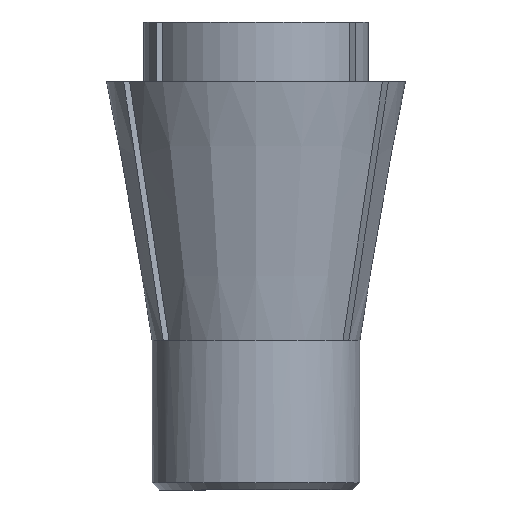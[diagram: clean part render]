
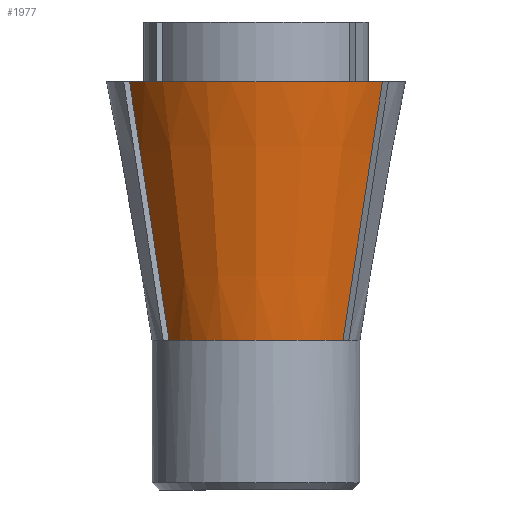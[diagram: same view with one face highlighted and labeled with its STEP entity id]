
A CAD part, left-side view. The second image highlights one B-rep face of the part: STEP entity #1977.
In plain terms, the highlighted conical face has half-angle 10 degrees and reference radius 6.95 mm.
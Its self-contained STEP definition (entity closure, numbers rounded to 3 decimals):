
#655 = VERTEX_POINT('',#656);
#656 = CARTESIAN_POINT('',(-3.816,5.809,10.));
#712 = EDGE_CURVE('',#713,#655,#715,.T.);
#713 = VERTEX_POINT('',#714);
#714 = CARTESIAN_POINT('',(-5.343,8.454,27.3));
#715 = HYPERBOLA('',#716,2.269,0.4);
#716 = AXIS2_PLACEMENT_3D('',#717,#718,#719);
#717 = CARTESIAN_POINT('',(-0.346,-0.2,-29.415));
#718 = DIRECTION('',(0.866,0.5,0.));
#719 = DIRECTION('',(0.,0.,1.));
#771 = VERTEX_POINT('',#772);
#772 = CARTESIAN_POINT('',(-3.816,-5.809,10.));
#778 = EDGE_CURVE('',#779,#771,#781,.T.);
#779 = VERTEX_POINT('',#780);
#780 = CARTESIAN_POINT('',(-5.343,-8.454,27.3));
#781 = HYPERBOLA('',#782,2.269,0.4);
#782 = AXIS2_PLACEMENT_3D('',#783,#784,#785);
#783 = CARTESIAN_POINT('',(-0.346,0.2,-29.415));
#784 = DIRECTION('',(-0.866,0.5,0.));
#785 = DIRECTION('',(0.,0.,1.));
#1002 = EDGE_CURVE('',#771,#655,#1003,.T.);
#1003 = CIRCLE('',#1004,6.95);
#1004 = AXIS2_PLACEMENT_3D('',#1005,#1006,#1007);
#1005 = CARTESIAN_POINT('',(0.,0.,10.));
#1006 = DIRECTION('',(0.,0.,-1.));
#1007 = DIRECTION('',(1.,0.,0.));
#1956 = EDGE_CURVE('',#779,#713,#1957,.T.);
#1957 = CIRCLE('',#1958,10.);
#1958 = AXIS2_PLACEMENT_3D('',#1959,#1960,#1961);
#1959 = CARTESIAN_POINT('',(0.,0.,27.3));
#1960 = DIRECTION('',(0.,0.,-1.));
#1961 = DIRECTION('',(1.,0.,0.));
#1977 = ADVANCED_FACE('',(#1978),#1984,.T.);
#1978 = FACE_BOUND('',#1979,.F.);
#1979 = EDGE_LOOP('',(#1980,#1981,#1982,#1983));
#1980 = ORIENTED_EDGE('',*,*,#1956,.F.);
#1981 = ORIENTED_EDGE('',*,*,#778,.T.);
#1982 = ORIENTED_EDGE('',*,*,#1002,.T.);
#1983 = ORIENTED_EDGE('',*,*,#712,.F.);
#1984 = CONICAL_SURFACE('',#1985,6.95,0.175);
#1985 = AXIS2_PLACEMENT_3D('',#1986,#1987,#1988);
#1986 = CARTESIAN_POINT('',(0.,0.,10.));
#1987 = DIRECTION('',(0.,0.,1.));
#1988 = DIRECTION('',(1.,0.,0.));
